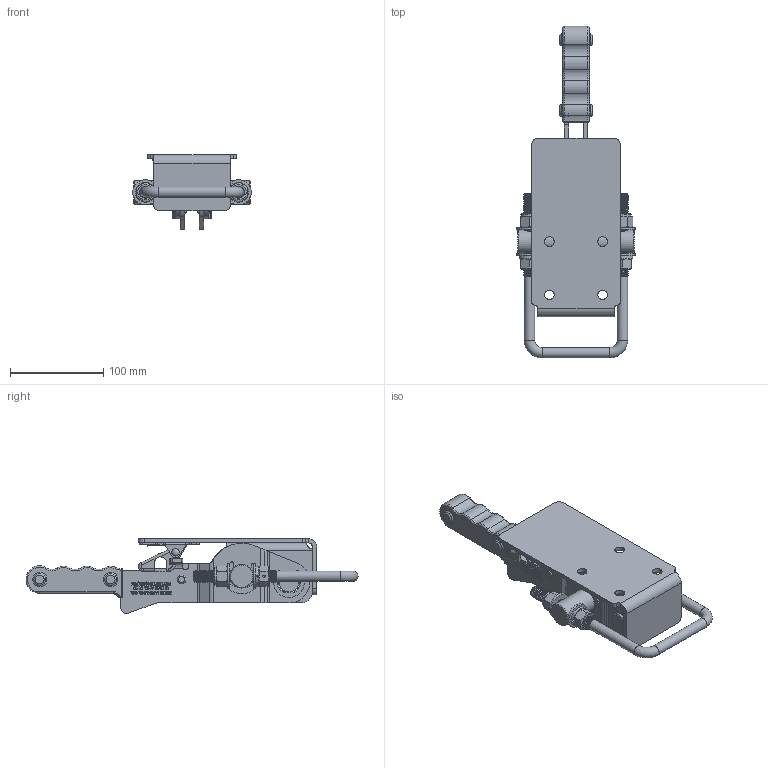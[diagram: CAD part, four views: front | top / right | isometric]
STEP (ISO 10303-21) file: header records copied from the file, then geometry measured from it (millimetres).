
FILE_DESCRIPTION((''),'2;1');
FILE_NAME('960.stp','2013-06-17T10:50:48',('fredp'),(''),'Autodesk Inventor 2013','Autodesk Inventor 2013','');
FILE_SCHEMA(('AUTOMOTIVE_DESIGN { 1 0 10303 214 1 1 1 1 }'));
Length unit declared in the file: inch
Products named in the file (1): 960
Bounding box: 127.29 x 356.91 x 80.34 mm (x, y, z)
Volume: 409139.7 mm3; surface area: 217899.4 mm2
Topology: 29 solids, 29 shells, 2145 faces, 5627 edges, 3716 vertices
Faces by surface type: plane 1259, bspline 517, cylinder 288, torus 67, cone 9, sphere 5
Full cylindrical faces by diameter (mm): 1.422 x4, 2.54 x4, 3.226 x1, 3.454 x1, 4.699 x1, 5.156 x4, 6.35 x2, 6.731 x6, 9.398 x2, 10.312 x4, 10.668 x2, 11.278 x3, 12.446 x4, 12.7 x2, 13.081 x2, 13.614 x4, 14.3 x1, 17.145 x2, 19.05 x2, 21.209 x2, 22.225 x4, 22.733 x4, 25.4 x4, 25.654 x2, 27.267 x4
Entity records: 85447 total; most frequent: CARTESIAN_POINT 35140, ORIENTED_EDGE 10954, DIRECTION 8327, EDGE_CURVE 5477, VERTEX_POINT 3686, VECTOR 3671, LINE 3671, EDGE_LOOP 2511
